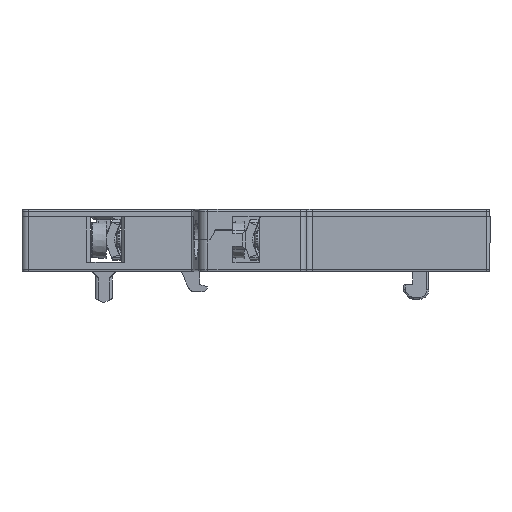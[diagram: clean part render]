
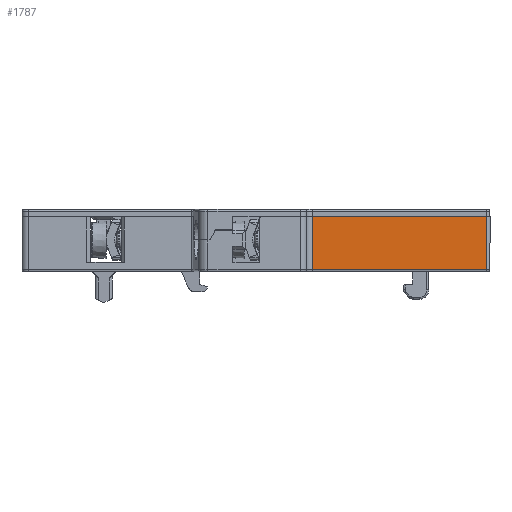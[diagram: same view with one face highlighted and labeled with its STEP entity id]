
A CAD part, left-side view. The second image highlights one B-rep face of the part: STEP entity #1787.
In plain terms, the highlighted planar face has unit normal (-1, 0, 0).
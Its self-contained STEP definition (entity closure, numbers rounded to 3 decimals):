
#1787=ADVANCED_FACE('',(#2488),#2044,.F.);
#2044=PLANE('',#14141);
#2488=FACE_OUTER_BOUND('',#3054,.T.);
#3054=EDGE_LOOP('',(#5893,#5894,#5895,#5896));
#5893=ORIENTED_EDGE('',*,*,#9941,.F.);
#5894=ORIENTED_EDGE('',*,*,#9942,.F.);
#5895=ORIENTED_EDGE('',*,*,#9943,.T.);
#5896=ORIENTED_EDGE('',*,*,#9939,.F.);
#7777=VERTEX_POINT('',#22569);
#7778=VERTEX_POINT('',#22571);
#7779=VERTEX_POINT('',#22575);
#7780=VERTEX_POINT('',#22577);
#9939=EDGE_CURVE('',#7777,#7778,#11463,.T.);
#9941=EDGE_CURVE('',#7779,#7777,#11464,.T.);
#9942=EDGE_CURVE('',#7780,#7779,#11465,.T.);
#9943=EDGE_CURVE('',#7780,#7778,#11466,.T.);
#11463=LINE('',#22570,#12908);
#11464=LINE('',#22574,#12909);
#11465=LINE('',#22576,#12910);
#11466=LINE('',#22578,#12911);
#12908=VECTOR('',#17636,1.);
#12909=VECTOR('',#17641,1.);
#12910=VECTOR('',#17642,1.);
#12911=VECTOR('',#17643,1.);
#14141=AXIS2_PLACEMENT_3D('',#22579,#17644,#17645);
#17636=DIRECTION('',(0.,0.,1.));
#17641=DIRECTION('',(0.,1.,0.));
#17642=DIRECTION('',(0.,0.,-1.));
#17643=DIRECTION('',(0.,1.,0.));
#17644=DIRECTION('',(1.,0.,0.));
#17645=DIRECTION('',(0.,0.,-1.));
#22569=CARTESIAN_POINT('',(-27.9,28.4,0.3));
#22570=CARTESIAN_POINT('',(-27.9,28.4,0.));
#22571=CARTESIAN_POINT('',(-27.9,28.4,8.8));
#22574=CARTESIAN_POINT('',(-27.9,33.45,0.3));
#22575=CARTESIAN_POINT('',(-27.9,0.5,0.3));
#22576=CARTESIAN_POINT('',(-27.9,0.5,0.));
#22577=CARTESIAN_POINT('',(-27.9,0.5,8.8));
#22578=CARTESIAN_POINT('',(-27.9,28.4,8.8));
#22579=CARTESIAN_POINT('',(-27.9,29.4,0.));
